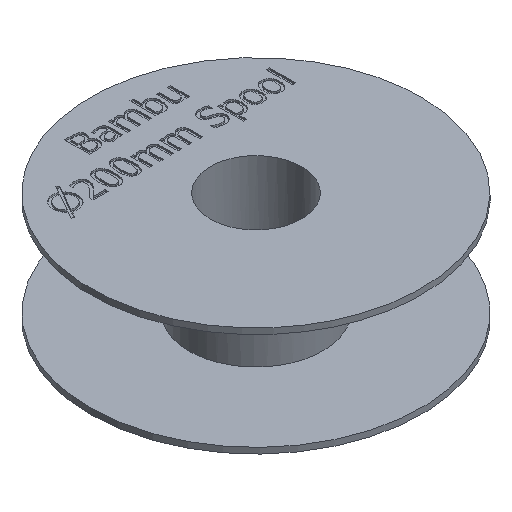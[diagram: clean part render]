
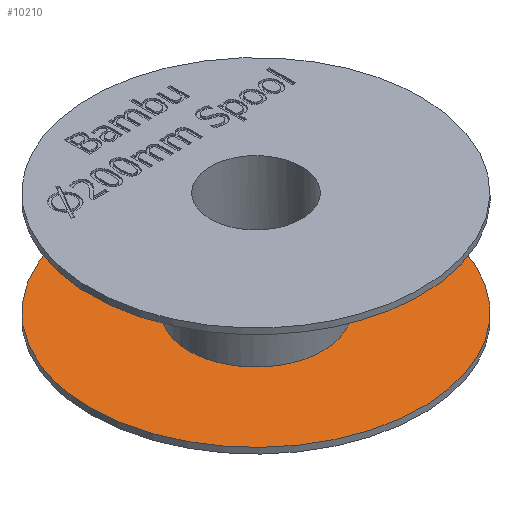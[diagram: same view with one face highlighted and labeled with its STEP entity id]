
A CAD part, isometric view. The second image highlights one B-rep face of the part: STEP entity #10210.
In plain terms, the highlighted free-form (B-spline) face has degree [1, 1] with [2, 2] control points.
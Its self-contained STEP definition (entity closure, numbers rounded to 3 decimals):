
#10057 = VERTEX_POINT('',#10058);
#10058 = CARTESIAN_POINT('',(-51.23,0.,
    4.427));
#10063 = EDGE_CURVE('',#10057,#10057,#10064,.T.);
#10064 = ( BOUNDED_CURVE() B_SPLINE_CURVE(2,(#10065,#10066,#10067,#10068
    ,#10069,#10070,#10071),.UNSPECIFIED.,.T.,.F.) 
B_SPLINE_CURVE_WITH_KNOTS((3,2,2,3),(3.142,5.236,
7.33,9.425),.PIECEWISE_BEZIER_KNOTS.) CURVE() 
GEOMETRIC_REPRESENTATION_ITEM() RATIONAL_B_SPLINE_CURVE((1.,0.5,1.,0.5,
1.,0.5,1.)) REPRESENTATION_ITEM('') );
#10065 = CARTESIAN_POINT('',(-51.23,0.,
    4.427));
#10066 = CARTESIAN_POINT('',(-51.23,88.732,
    4.427));
#10067 = CARTESIAN_POINT('',(25.615,44.366,
    4.427));
#10068 = CARTESIAN_POINT('',(102.459,0.,
    4.427));
#10069 = CARTESIAN_POINT('',(25.615,-44.366,
    4.427));
#10070 = CARTESIAN_POINT('',(-51.23,-88.732,
    4.427));
#10071 = CARTESIAN_POINT('',(-51.23,0.,
    4.427));
#10162 = EDGE_CURVE('',#10163,#10163,#10165,.T.);
#10163 = VERTEX_POINT('',#10164);
#10164 = CARTESIAN_POINT('',(-126.493,0.,
    4.427));
#10165 = ( BOUNDED_CURVE() B_SPLINE_CURVE(2,(#10166,#10167,#10168,#10169
    ,#10170,#10171,#10172),.UNSPECIFIED.,.T.,.F.) 
B_SPLINE_CURVE_WITH_KNOTS((3,2,2,3),(3.142,5.236,
7.33,9.425),.PIECEWISE_BEZIER_KNOTS.) CURVE() 
GEOMETRIC_REPRESENTATION_ITEM() RATIONAL_B_SPLINE_CURVE((1.,0.5,1.,0.5,
1.,0.5,1.)) REPRESENTATION_ITEM('') );
#10166 = CARTESIAN_POINT('',(-126.493,0.,
    4.427));
#10167 = CARTESIAN_POINT('',(-126.493,-219.092,
    4.427));
#10168 = CARTESIAN_POINT('',(63.246,-109.546,
    4.427));
#10169 = CARTESIAN_POINT('',(252.985,0.,
    4.427));
#10170 = CARTESIAN_POINT('',(63.246,109.546,
    4.427));
#10171 = CARTESIAN_POINT('',(-126.493,219.092,
    4.427));
#10172 = CARTESIAN_POINT('',(-126.493,0.,
    4.427));
#10210 = ADVANCED_FACE('',(#10211,#10214),#10217,.T.);
#10211 = FACE_BOUND('',#10212,.T.);
#10212 = EDGE_LOOP('',(#10213));
#10213 = ORIENTED_EDGE('',*,*,#10162,.T.);
#10214 = FACE_BOUND('',#10215,.T.);
#10215 = EDGE_LOOP('',(#10216));
#10216 = ORIENTED_EDGE('',*,*,#10063,.T.);
#10217 = B_SPLINE_SURFACE_WITH_KNOTS('',1,1,(
    (#10218,#10219)
    ,(#10220,#10221
  )),.UNSPECIFIED.,.F.,.F.,.F.,(2,2),(2,2),(-100.,100.),(-100.,100.),
  .PIECEWISE_BEZIER_KNOTS.);
#10218 = CARTESIAN_POINT('',(-126.493,-126.493,
    4.427));
#10219 = CARTESIAN_POINT('',(-126.493,126.493,
    4.427));
#10220 = CARTESIAN_POINT('',(126.493,-126.493,
    4.427));
#10221 = CARTESIAN_POINT('',(126.493,126.493,
    4.427));
